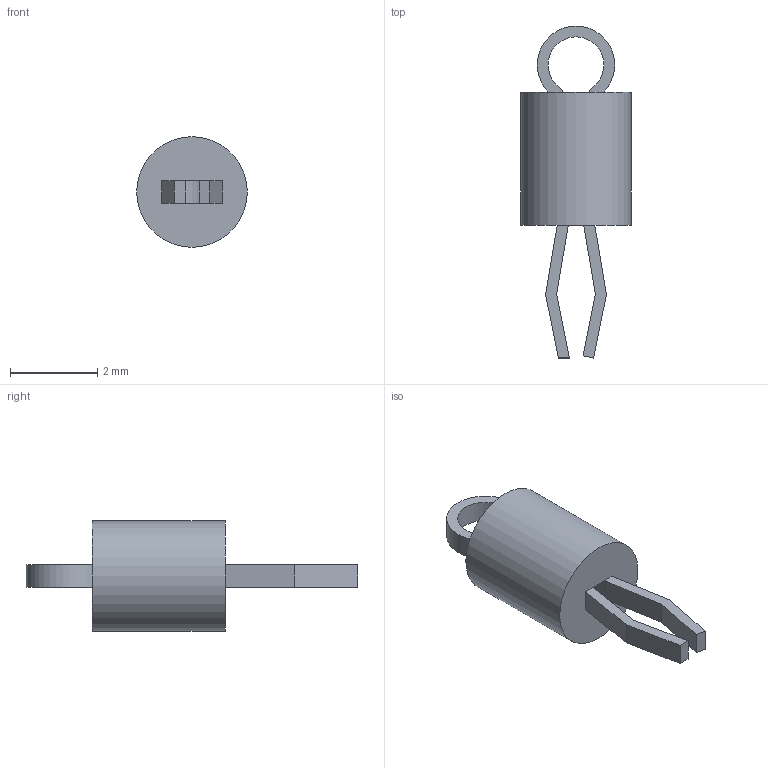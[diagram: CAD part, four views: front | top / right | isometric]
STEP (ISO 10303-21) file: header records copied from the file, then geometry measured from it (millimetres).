
FILE_DESCRIPTION(/* description */ (''),/* implementation_level */ '2;1');
FILE_NAME(/* name */ 'keystone-PN5002 v1.step',/* time_stamp */ '2020-11-08T20:54:38+01:00',/* author */ (''),/* organization */ (''),/* preprocessor_version */ 'ST-DEVELOPER v18.1',/* originating_system */ 'Autodesk Translation Framework v9.3.0.1241',/* authorisation */ '');
FILE_SCHEMA (('AUTOMOTIVE_DESIGN { 1 0 10303 214 3 1 1 }'));
Length unit declared in the file: inch
Products named in the file (1): keystone-PN5002
Bounding box: 2.54 x 7.62 x 2.54 mm (x, y, z)
Volume: 16.1 mm3; surface area: 54.2 mm2
Topology: 1 solids, 1 shells, 27 faces, 73 edges, 46 vertices
Faces by surface type: plane 22, cylinder 5
Full cylindrical faces by diameter (mm): 2.54 x1
Entity records: 899 total; most frequent: CARTESIAN_POINT 147, ORIENTED_EDGE 146, DIRECTION 143, EDGE_CURVE 73, LINE 59, VECTOR 59, VERTEX_POINT 46, AXIS2_PLACEMENT_3D 42
